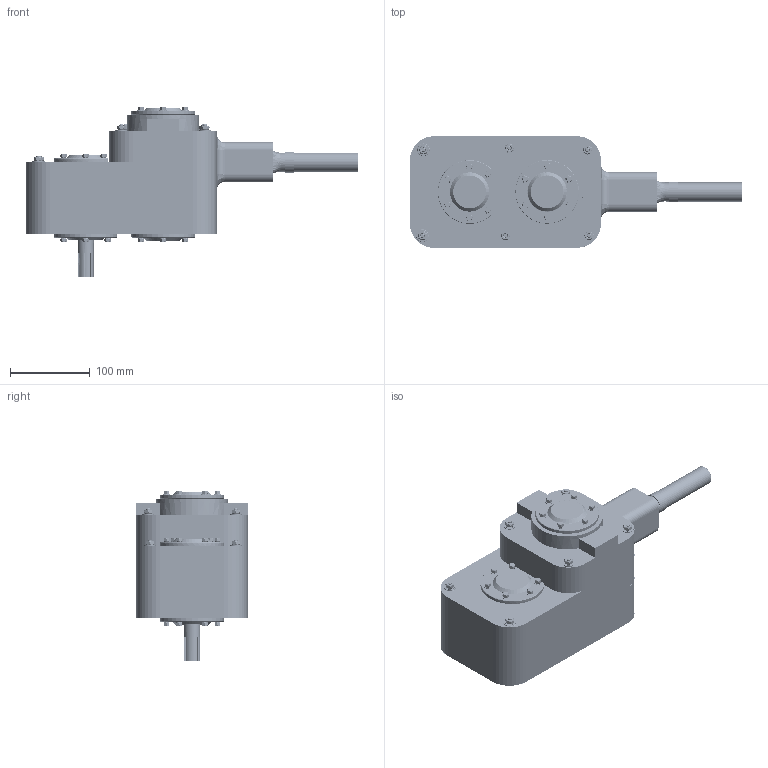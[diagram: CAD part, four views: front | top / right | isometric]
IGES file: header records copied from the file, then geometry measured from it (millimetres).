
Start section: SolidWorks IGES file using analytic representation for surfaces
Global section: file name: Gear Assembly 1.IGS; native system: SolidWorks 2012; preprocessor: SolidWorks 2012; author: a9034345; date: 121216.161744; units: millimetre
Bounding box: 417.49 x 140 x 215 mm (x, y, z)
Surface area: 597211 mm2 (no closed solid volume)
Topology: 0 solids, 0 shells, 3644 faces, 47776 edges, 47684 vertices
Faces by surface type: revolution 2012, bspline 1632
